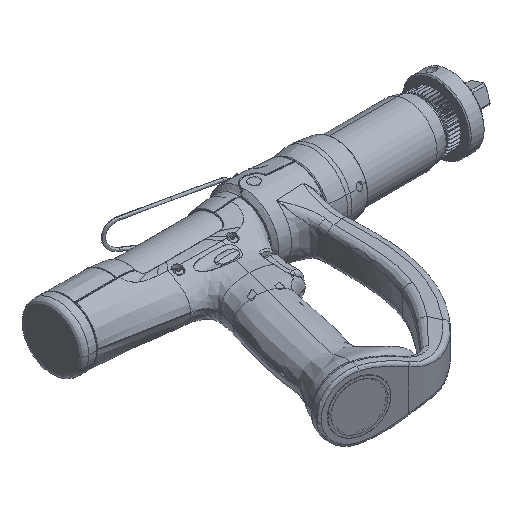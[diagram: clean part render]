
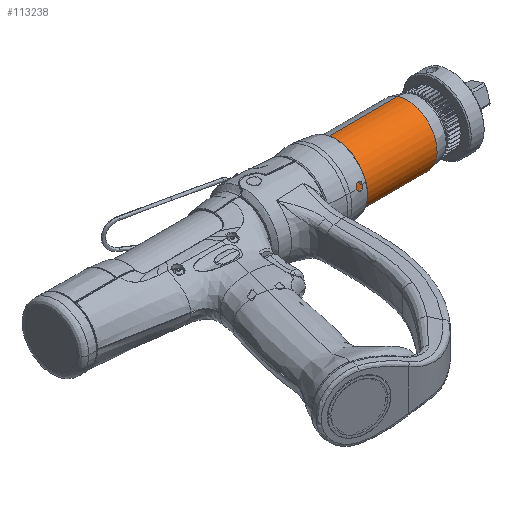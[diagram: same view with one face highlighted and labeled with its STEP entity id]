
A CAD part, isometric view. The second image highlights one B-rep face of the part: STEP entity #113238.
In plain terms, the highlighted cylindrical face has radius 21.95 mm (diameter 43.9 mm), a partial arc.
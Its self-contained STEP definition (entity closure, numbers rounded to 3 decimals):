
#110429=CARTESIAN_POINT('',(75.691,0.,0.));
#110430=DIRECTION('',(1.,0.,0.));
#110431=DIRECTION('',(0.,0.326,0.946));
#110432=AXIS2_PLACEMENT_3D('',#110429,#110430,#110431);
#110434=DIRECTION('',(1.,0.,0.));
#110435=VECTOR('',#110434,64.065);
#110436=CARTESIAN_POINT('',(11.626,-7.146,
-20.754));
#110437=LINE('',#110436,#110435);
#110438=CARTESIAN_POINT('',(11.626,0.,0.));
#110439=DIRECTION('',(-1.,0.,0.));
#110440=DIRECTION('',(0.,-0.326,-0.946));
#110441=AXIS2_PLACEMENT_3D('',#110438,#110439,#110440);
#110443=DIRECTION('',(1.,0.,0.));
#110444=VECTOR('',#110443,64.065);
#110445=CARTESIAN_POINT('',(11.626,7.146,
20.754));
#110446=LINE('',#110445,#110444);
#110861=CARTESIAN_POINT('',(11.626,-7.146,
-20.754));
#110862=CARTESIAN_POINT('',(11.626,7.146,
20.754));
#110863=VERTEX_POINT('',#110861);
#110864=VERTEX_POINT('',#110862);
#111625=CARTESIAN_POINT('',(75.691,-7.146,
-20.754));
#111626=CARTESIAN_POINT('',(75.691,7.146,
20.754));
#111627=VERTEX_POINT('',#111625);
#111628=VERTEX_POINT('',#111626);
#113225=CARTESIAN_POINT('',(-8.315,0.,0.));
#113226=DIRECTION('',(1.,0.,0.));
#113227=DIRECTION('',(0.,-0.326,-0.946));
#113228=AXIS2_PLACEMENT_3D('',#113225,#113226,#113227);
#113229=CYLINDRICAL_SURFACE('',#113228,21.95);
#113231=ORIENTED_EDGE('',*,*,#113230,.T.);
#113232=ORIENTED_EDGE('',*,*,#113220,.F.);
#113234=ORIENTED_EDGE('',*,*,#113233,.T.);
#113235=ORIENTED_EDGE('',*,*,#113216,.T.);
#113236=EDGE_LOOP('',(#113231,#113232,#113234,#113235));
#113237=FACE_OUTER_BOUND('',#113236,.F.);
#113238=ADVANCED_FACE('',(#113237),#113229,.T.);
#110433=CIRCLE('',#110432,21.95);
#110442=CIRCLE('',#110441,21.95);
#113216=EDGE_CURVE('',#110864,#111628,#110446,.T.);
#113220=EDGE_CURVE('',#110863,#111627,#110437,.T.);
#113230=EDGE_CURVE('',#111628,#111627,#110433,.T.);
#113233=EDGE_CURVE('',#110863,#110864,#110442,.T.);
